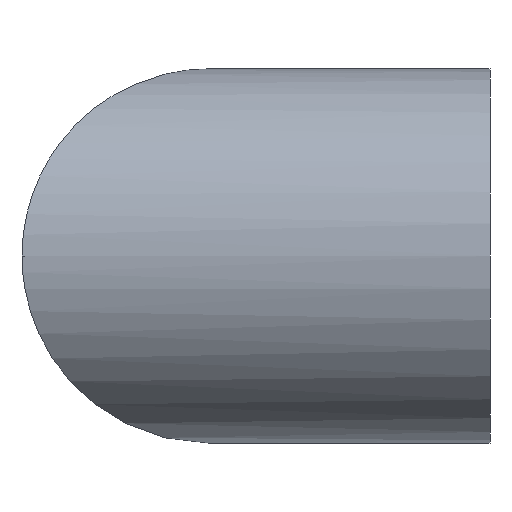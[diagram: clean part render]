
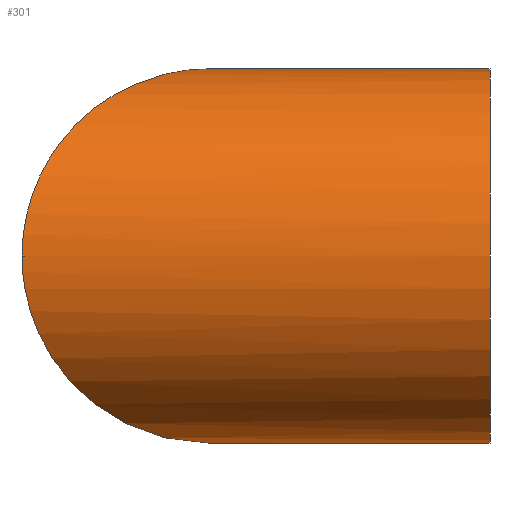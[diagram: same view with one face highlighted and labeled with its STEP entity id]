
A CAD part, left-side view. The second image highlights one B-rep face of the part: STEP entity #301.
In plain terms, the highlighted cylindrical face has radius 12.7 mm (diameter 25.4 mm), a partial arc.
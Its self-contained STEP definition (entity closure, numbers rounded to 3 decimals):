
#4 = CARTESIAN_POINT ( 'NONE',  ( -12.692, 31.742, 0.505 ) ) ;
#7 = CARTESIAN_POINT ( 'NONE',  ( -5.608, 24.658, 11.42 ) ) ;
#13 = CARTESIAN_POINT ( 'NONE',  ( -10.183, 29.233, 7.601 ) ) ;
#15 = CARTESIAN_POINT ( 'NONE',  ( -11.752, 30.802, 4.839 ) ) ;
#16 = CARTESIAN_POINT ( 'NONE',  ( 0., 19.05, -12.7 ) ) ;
#25 = AXIS2_PLACEMENT_3D ( 'NONE', #292, #60, #676 ) ;
#32 = CARTESIAN_POINT ( 'NONE',  ( 0., 0., -12.7 ) ) ;
#33 = CARTESIAN_POINT ( 'NONE',  ( -9.372, 28.422, -8.58 ) ) ;
#53 = CARTESIAN_POINT ( 'NONE',  ( 0., 0., 0. ) ) ;
#60 = DIRECTION ( 'NONE',  ( 0., -1., 0. ) ) ;
#67 = CARTESIAN_POINT ( 'NONE',  ( -6.926, 25.976, 10.672 ) ) ;
#75 = CARTESIAN_POINT ( 'NONE',  ( -0.713, 19.763, 12.7 ) ) ;
#80 = CARTESIAN_POINT ( 'NONE',  ( -11.564, 30.614, 5.27 ) ) ;
#85 = CARTESIAN_POINT ( 'NONE',  ( -3.536, 22.586, -12.22 ) ) ;
#86 = CARTESIAN_POINT ( 'NONE',  ( -12.7, 31.75, 0. ) ) ;
#91 = CARTESIAN_POINT ( 'NONE',  ( -12.461, 31.511, -2.504 ) ) ;
#94 = VERTEX_POINT ( 'NONE', #32 ) ;
#95 = CARTESIAN_POINT ( 'NONE',  ( -11.568, 30.618, -5.263 ) ) ;
#110 = CYLINDRICAL_SURFACE ( 'NONE', #25, 12.7 ) ;
#113 = EDGE_LOOP ( 'NONE', ( #229, #183, #752, #712, #516 ) ) ;
#121 = CARTESIAN_POINT ( 'NONE',  ( -12.7, 31.75, 0. ) ) ;
#136 = CARTESIAN_POINT ( 'NONE',  ( -9.383, 28.433, 8.601 ) ) ;
#152 = CARTESIAN_POINT ( 'NONE',  ( -12.228, 31.278, -3.466 ) ) ;
#164 = EDGE_CURVE ( 'NONE', #94, #374, #430, .T. ) ;
#169 = CARTESIAN_POINT ( 'NONE',  ( 0., 200., -12.7 ) ) ;
#180 = EDGE_CURVE ( 'NONE', #565, #94, #295, .T. ) ;
#183 = ORIENTED_EDGE ( 'NONE', *, *, #399, .F. ) ;
#189 = CARTESIAN_POINT ( 'NONE',  ( 0., 19.05, 12.7 ) ) ;
#193 = CARTESIAN_POINT ( 'NONE',  ( -12.549, 31.599, 2.019 ) ) ;
#197 = CARTESIAN_POINT ( 'NONE',  ( -1.43, 20.48, -12.639 ) ) ;
#201 = CARTESIAN_POINT ( 'NONE',  ( -6.932, 25.982, -10.669 ) ) ;
#206 = CARTESIAN_POINT ( 'NONE',  ( -8.79, 27.84, -9.176 ) ) ;
#222 = DIRECTION ( 'NONE',  ( 0., 1., 0. ) ) ;
#229 = ORIENTED_EDGE ( 'NONE', *, *, #448, .F. ) ;
#248 = CARTESIAN_POINT ( 'NONE',  ( -4.931, 23.981, 11.727 ) ) ;
#259 = CARTESIAN_POINT ( 'NONE',  ( -10.459, 29.509, -7.255 ) ) ;
#261 = B_SPLINE_CURVE_WITH_KNOTS ( 'NONE', 3,
 ( #121, #294, #4, #554, #306, #193, #439, #364, #683, #15, #80, #504, #744, #302, #13, #136, #311, #428, #67, #7, #248, #501, #632, #556, #682, #434, #75, #189 ),
 .UNSPECIFIED., .F., .F.,
 ( 4, 2, 2, 2, 2, 2, 2, 2, 2, 2, 2, 2, 2, 4 ),
 ( 0.024, 0.025, 0.026, 0.027, 0.029, 0.03, 0.032, 0.033, 0.036, 0.039, 0.042, 0.044, 0.045, 0.048 ),
 .UNSPECIFIED. ) ;
#266 = CARTESIAN_POINT ( 'NONE',  ( -12.551, 31.601, -2.004 ) ) ;
#269 = CARTESIAN_POINT ( 'NONE',  ( -5.595, 24.645, -11.407 ) ) ;
#292 = CARTESIAN_POINT ( 'NONE',  ( 0., 200., 0. ) ) ;
#294 = CARTESIAN_POINT ( 'NONE',  ( -12.7, 31.75, 0.252 ) ) ;
#295 = LINE ( 'NONE', #169, #617 ) ;
#297 = DIRECTION ( 'NONE',  ( 0., -1., 0. ) ) ;
#301 = ADVANCED_FACE ( 'NONE', ( #552 ), #110, .T. ) ;
#302 = CARTESIAN_POINT ( 'NONE',  ( -10.439, 29.489, 7.247 ) ) ;
#303 = AXIS2_PLACEMENT_3D ( 'NONE', #53, #222, #722 ) ;
#306 = CARTESIAN_POINT ( 'NONE',  ( -12.639, 31.689, 1.268 ) ) ;
#311 = CARTESIAN_POINT ( 'NONE',  ( -8.804, 27.854, 9.189 ) ) ;
#312 = CARTESIAN_POINT ( 'NONE',  ( 0., 19.05, 12.7 ) ) ;
#324 = CARTESIAN_POINT ( 'NONE',  ( -0.719, 19.769, -12.7 ) ) ;
#364 = CARTESIAN_POINT ( 'NONE',  ( -12.228, 31.278, 3.466 ) ) ;
#374 = VERTEX_POINT ( 'NONE', #418 ) ;
#389 = CARTESIAN_POINT ( 'NONE',  ( -10.943, 29.993, -6.512 ) ) ;
#396 = B_SPLINE_CURVE_WITH_KNOTS ( 'NONE', 3,
 ( #766, #324, #197, #443, #85, #507, #762, #269, #567, #201, #641, #709, #206, #33, #756, #259, #389, #95, #514, #701, #152, #91, #266, #447, #577, #86 ),
 .UNSPECIFIED., .F., .F.,
 ( 4, 2, 2, 2, 2, 2, 2, 2, 2, 2, 2, 2, 4 ),
 ( 0., 0.003, 0.006, 0.008, 0.009, 0.012, 0.014, 0.015, 0.018, 0.02, 0.021, 0.023, 0.024 ),
 .UNSPECIFIED. ) ;
#399 = EDGE_CURVE ( 'NONE', #719, #604, #261, .T. ) ;
#418 = CARTESIAN_POINT ( 'NONE',  ( 0., 0., 12.7 ) ) ;
#428 = CARTESIAN_POINT ( 'NONE',  ( -7.567, 26.617, 10.231 ) ) ;
#430 = CIRCLE ( 'NONE', #303, 12.7 ) ;
#434 = CARTESIAN_POINT ( 'NONE',  ( -1.422, 20.472, 12.64 ) ) ;
#439 = CARTESIAN_POINT ( 'NONE',  ( -12.46, 31.51, 2.508 ) ) ;
#443 = CARTESIAN_POINT ( 'NONE',  ( -2.839, 21.889, -12.399 ) ) ;
#447 = CARTESIAN_POINT ( 'NONE',  ( -12.67, 31.72, -1.007 ) ) ;
#448 = EDGE_CURVE ( 'NONE', #604, #374, #660, .T. ) ;
#501 = CARTESIAN_POINT ( 'NONE',  ( -3.892, 22.942, 12.095 ) ) ;
#504 = CARTESIAN_POINT ( 'NONE',  ( -11.15, 30.2, 6.097 ) ) ;
#507 = CARTESIAN_POINT ( 'NONE',  ( -4.57, 23.62, -11.855 ) ) ;
#514 = CARTESIAN_POINT ( 'NONE',  ( -11.757, 30.807, -4.827 ) ) ;
#516 = ORIENTED_EDGE ( 'NONE', *, *, #164, .T. ) ;
#531 = EDGE_CURVE ( 'NONE', #565, #719, #396, .T. ) ;
#543 = VECTOR ( 'NONE', #297, 1000. ) ;
#552 = FACE_OUTER_BOUND ( 'NONE', #113, .T. ) ;
#554 = CARTESIAN_POINT ( 'NONE',  ( -12.662, 31.712, 1.013 ) ) ;
#556 = CARTESIAN_POINT ( 'NONE',  ( -2.836, 21.886, 12.385 ) ) ;
#565 = VERTEX_POINT ( 'NONE', #16 ) ;
#567 = CARTESIAN_POINT ( 'NONE',  ( -5.935, 24.985, -11.235 ) ) ;
#577 = CARTESIAN_POINT ( 'NONE',  ( -12.7, 31.75, -0.505 ) ) ;
#599 = DIRECTION ( 'NONE',  ( 0., -1., 0. ) ) ;
#604 = VERTEX_POINT ( 'NONE', #312 ) ;
#617 = VECTOR ( 'NONE', #599, 1000. ) ;
#627 = CARTESIAN_POINT ( 'NONE',  ( 0., 200., 12.7 ) ) ;
#632 = CARTESIAN_POINT ( 'NONE',  ( -3.54, 22.59, 12.202 ) ) ;
#641 = CARTESIAN_POINT ( 'NONE',  ( -7.573, 26.623, -10.227 ) ) ;
#660 = LINE ( 'NONE', #627, #543 ) ;
#673 = CARTESIAN_POINT ( 'NONE',  ( -12.7, 31.75, 0. ) ) ;
#676 = DIRECTION ( 'NONE',  ( 0., 0., -1. ) ) ;
#682 = CARTESIAN_POINT ( 'NONE',  ( -2.483, 21.533, 12.46 ) ) ;
#683 = CARTESIAN_POINT ( 'NONE',  ( -12.084, 31.134, 3.937 ) ) ;
#701 = CARTESIAN_POINT ( 'NONE',  ( -12.086, 31.136, -3.93 ) ) ;
#709 = CARTESIAN_POINT ( 'NONE',  ( -8.491, 27.541, -9.453 ) ) ;
#712 = ORIENTED_EDGE ( 'NONE', *, *, #180, .T. ) ;
#719 = VERTEX_POINT ( 'NONE', #673 ) ;
#722 = DIRECTION ( 'NONE',  ( 0., 0., 1. ) ) ;
#744 = CARTESIAN_POINT ( 'NONE',  ( -10.923, 29.973, 6.495 ) ) ;
#752 = ORIENTED_EDGE ( 'NONE', *, *, #531, .F. ) ;
#756 = CARTESIAN_POINT ( 'NONE',  ( -9.655, 28.705, -8.262 ) ) ;
#762 = CARTESIAN_POINT ( 'NONE',  ( -4.913, 23.963, -11.717 ) ) ;
#766 = CARTESIAN_POINT ( 'NONE',  ( 0., 19.05, -12.7 ) ) ;
